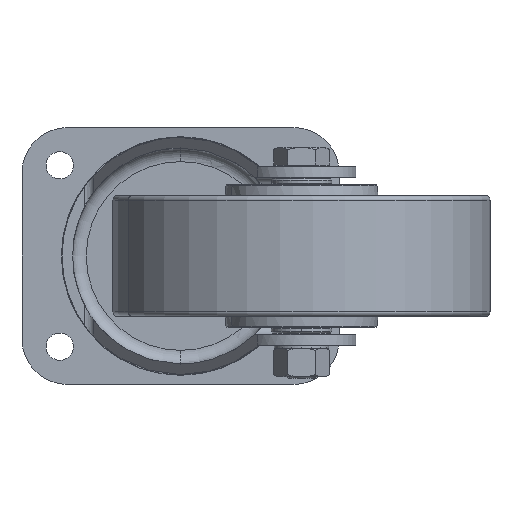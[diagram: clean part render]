
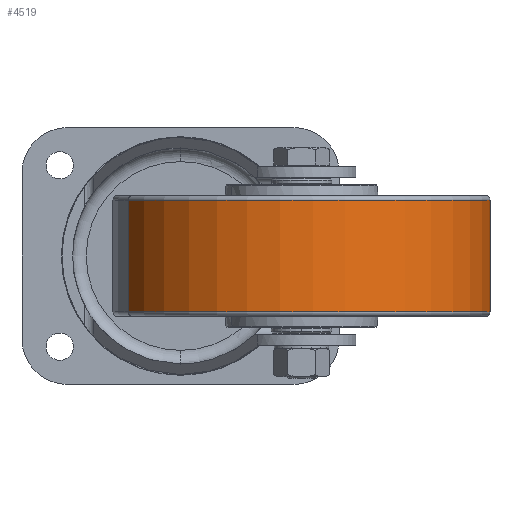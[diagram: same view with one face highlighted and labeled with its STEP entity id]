
A CAD part, front view. The second image highlights one B-rep face of the part: STEP entity #4519.
In plain terms, the highlighted cylindrical face has radius 62.5 mm (diameter 125 mm), a partial arc.
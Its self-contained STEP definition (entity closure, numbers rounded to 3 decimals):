
#368 = CARTESIAN_POINT ( 'NONE',  ( 40., -96.5, 0. ) ) ;
#475 = ORIENTED_EDGE ( 'NONE', *, *, #11785, .T. ) ;
#607 = DIRECTION ( 'NONE',  ( 0., 0., 1. ) ) ;
#1110 = EDGE_CURVE ( 'NONE', #7071, #3969, #15904, .T. ) ;
#2156 = DIRECTION ( 'NONE',  ( 0., 0., 1. ) ) ;
#2288 = AXIS2_PLACEMENT_3D ( 'NONE', #4899, #607, #3357 ) ;
#2368 = DIRECTION ( 'NONE',  ( 0., 0., -1. ) ) ;
#2700 = DIRECTION ( 'NONE',  ( 0.918, 0.396, 0. ) ) ;
#3063 = ORIENTED_EDGE ( 'NONE', *, *, #14830, .T. ) ;
#3164 = CIRCLE ( 'NONE', #2288, 62.5 ) ;
#3357 = DIRECTION ( 'NONE',  ( -0.918, -0.396, 0. ) ) ;
#3969 = VERTEX_POINT ( 'NONE', #11329 ) ;
#4519 = ADVANCED_FACE ( 'NONE', ( #5437 ), #7377, .T. ) ;
#4899 = CARTESIAN_POINT ( 'NONE',  ( 40., -96.5, -18.5 ) ) ;
#4970 = ORIENTED_EDGE ( 'NONE', *, *, #1110, .F. ) ;
#5055 = CARTESIAN_POINT ( 'NONE',  ( 97.378, -71.721, 18.5 ) ) ;
#5120 = DIRECTION ( 'NONE',  ( 0., 0., 1. ) ) ;
#5437 = FACE_OUTER_BOUND ( 'NONE', #6351, .T. ) ;
#6289 = EDGE_CURVE ( 'NONE', #10313, #3969, #14123, .T. ) ;
#6351 = EDGE_LOOP ( 'NONE', ( #4970, #475, #3063, #6604 ) ) ;
#6604 = ORIENTED_EDGE ( 'NONE', *, *, #6289, .T. ) ;
#6840 = CARTESIAN_POINT ( 'NONE',  ( 40., -96.5, 18.5 ) ) ;
#7071 = VERTEX_POINT ( 'NONE', #17042 ) ;
#7369 = LINE ( 'NONE', #8893, #10559 ) ;
#7377 = CYLINDRICAL_SURFACE ( 'NONE', #11456, 62.5 ) ;
#7642 = AXIS2_PLACEMENT_3D ( 'NONE', #6840, #2368, #2700 ) ;
#8893 = CARTESIAN_POINT ( 'NONE',  ( 97.378, -71.721, 0. ) ) ;
#9172 = VECTOR ( 'NONE', #16378, 1000. ) ;
#9819 = CARTESIAN_POINT ( 'NONE',  ( -17.378, -121.279, 0. ) ) ;
#10313 = VERTEX_POINT ( 'NONE', #5055 ) ;
#10511 = DIRECTION ( 'NONE',  ( 0.918, 0.396, 0. ) ) ;
#10559 = VECTOR ( 'NONE', #2156, 1000. ) ;
#10600 = VERTEX_POINT ( 'NONE', #11499 ) ;
#11329 = CARTESIAN_POINT ( 'NONE',  ( -17.378, -121.279, 18.5 ) ) ;
#11456 = AXIS2_PLACEMENT_3D ( 'NONE', #368, #5120, #10511 ) ;
#11499 = CARTESIAN_POINT ( 'NONE',  ( 97.378, -71.721, -18.5 ) ) ;
#11785 = EDGE_CURVE ( 'NONE', #7071, #10600, #3164, .T. ) ;
#14123 = CIRCLE ( 'NONE', #7642, 62.5 ) ;
#14830 = EDGE_CURVE ( 'NONE', #10600, #10313, #7369, .T. ) ;
#15904 = LINE ( 'NONE', #9819, #9172 ) ;
#16378 = DIRECTION ( 'NONE',  ( 0., 0., 1. ) ) ;
#17042 = CARTESIAN_POINT ( 'NONE',  ( -17.378, -121.279, -18.5 ) ) ;
